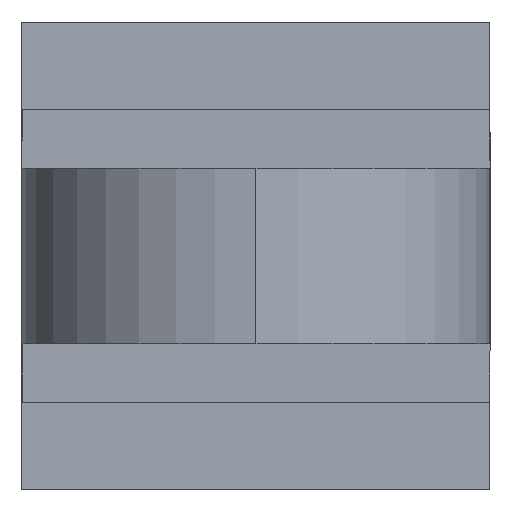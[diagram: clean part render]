
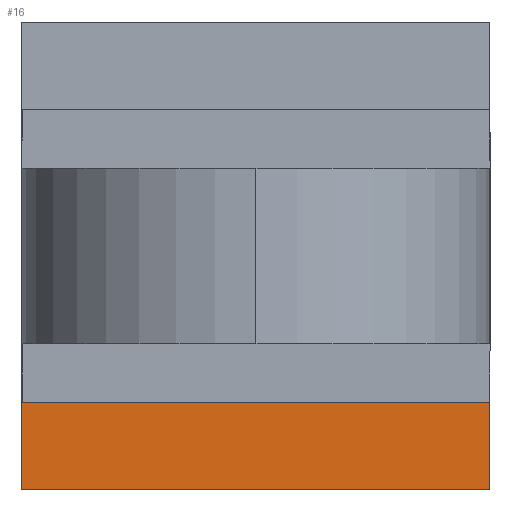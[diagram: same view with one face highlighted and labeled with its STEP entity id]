
A CAD part, front view. The second image highlights one B-rep face of the part: STEP entity #16.
In plain terms, the highlighted planar face has unit normal (0, -1, 0).
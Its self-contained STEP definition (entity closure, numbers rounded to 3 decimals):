
#16 = ADVANCED_FACE ( 'NONE', ( #194 ), #1030, .F. ) ;
#90 = ORIENTED_EDGE ( 'NONE', *, *, #870, .F. ) ;
#194 = FACE_OUTER_BOUND ( 'NONE', #614, .T. ) ;
#231 = DIRECTION ( 'NONE',  ( 0., 0., 1. ) ) ;
#295 = ORIENTED_EDGE ( 'NONE', *, *, #851, .F. ) ;
#298 = CARTESIAN_POINT ( 'NONE',  ( 4., 29.5, 0. ) ) ;
#305 = VERTEX_POINT ( 'NONE', #1055 ) ;
#314 = LINE ( 'NONE', #653, #1037 ) ;
#371 = VERTEX_POINT ( 'NONE', #904 ) ;
#373 = CARTESIAN_POINT ( 'NONE',  ( -4., 29.5, 0. ) ) ;
#394 = CARTESIAN_POINT ( 'NONE',  ( 4., 29.5, -2.5 ) ) ;
#431 = VECTOR ( 'NONE', #730, 1000. ) ;
#465 = LINE ( 'NONE', #298, #609 ) ;
#467 = ORIENTED_EDGE ( 'NONE', *, *, #658, .T. ) ;
#505 = VECTOR ( 'NONE', #656, 1000. ) ;
#559 = AXIS2_PLACEMENT_3D ( 'NONE', #1052, #624, #950 ) ;
#562 = CARTESIAN_POINT ( 'NONE',  ( 4., 29.5, -2.5 ) ) ;
#609 = VECTOR ( 'NONE', #720, 1000. ) ;
#614 = EDGE_LOOP ( 'NONE', ( #467, #90, #295, #901 ) ) ;
#624 = DIRECTION ( 'NONE',  ( 0., 1., 0. ) ) ;
#653 = CARTESIAN_POINT ( 'NONE',  ( -4., 29.5, -2.5 ) ) ;
#656 = DIRECTION ( 'NONE',  ( 0., 0., 1. ) ) ;
#658 = EDGE_CURVE ( 'NONE', #305, #698, #465, .T. ) ;
#698 = VERTEX_POINT ( 'NONE', #373 ) ;
#720 = DIRECTION ( 'NONE',  ( -1., 0., 0. ) ) ;
#730 = DIRECTION ( 'NONE',  ( -1., 0., 0. ) ) ;
#835 = LINE ( 'NONE', #394, #505 ) ;
#839 = EDGE_CURVE ( 'NONE', #862, #305, #835, .T. ) ;
#851 = EDGE_CURVE ( 'NONE', #862, #371, #985, .T. ) ;
#862 = VERTEX_POINT ( 'NONE', #562 ) ;
#870 = EDGE_CURVE ( 'NONE', #371, #698, #314, .T. ) ;
#898 = CARTESIAN_POINT ( 'NONE',  ( 4., 29.5, -2.5 ) ) ;
#901 = ORIENTED_EDGE ( 'NONE', *, *, #839, .T. ) ;
#904 = CARTESIAN_POINT ( 'NONE',  ( -4., 29.5, -2.5 ) ) ;
#950 = DIRECTION ( 'NONE',  ( 0., 0., 1. ) ) ;
#985 = LINE ( 'NONE', #898, #431 ) ;
#1030 = PLANE ( 'NONE',  #559 ) ;
#1037 = VECTOR ( 'NONE', #231, 1000. ) ;
#1052 = CARTESIAN_POINT ( 'NONE',  ( 4., 29.5, -2.5 ) ) ;
#1055 = CARTESIAN_POINT ( 'NONE',  ( 4., 29.5, 0. ) ) ;
